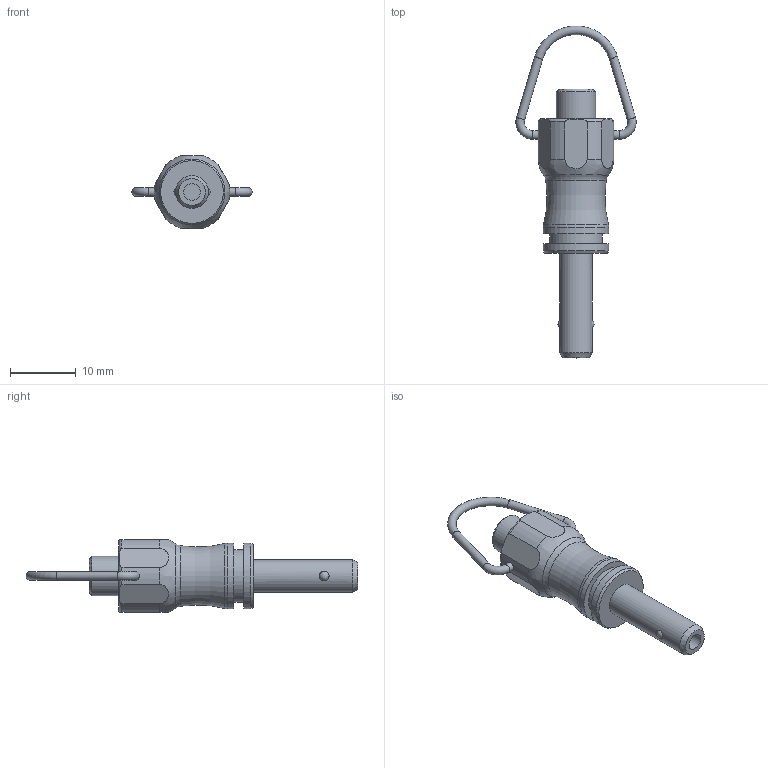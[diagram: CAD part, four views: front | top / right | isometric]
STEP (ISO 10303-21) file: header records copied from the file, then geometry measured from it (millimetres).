
FILE_DESCRIPTION( ( 'STEP AP214' ), '1' );
FILE_NAME( 'K0790.1012050100.stp', '2020-12-04T12:16:37', ( '' ), ( '' ), ' ', 'PARTsolutions', ' ' );
FILE_SCHEMA( ( 'AUTOMOTIVE_DESIGN { 1 0 10303 214 1 1 1 1 }' ) );
Length unit declared in the file: millimetre
Products named in the file (1): _K0790.1012050100
Bounding box: 18.3 x 50.5 x 11 mm (x, y, z)
Surface area: 2016.3 mm2 (no closed solid volume)
Topology: 0 solids, 1 shells, 53 faces, 126 edges, 82 vertices
Faces by surface type: cylinder 22, plane 16, torus 7, cone 5, sphere 2, bspline 1
Full cylindrical faces by diameter (mm): 1.3 x4, 1.5 x2, 1.96 x1, 2.48 x2, 2.5 x1, 5 x1, 6 x2, 8 x1, 10 x2
Entity records: 2321 total; most frequent: CARTESIAN_POINT 838, DIRECTION 210, ORIENTED_EDGE 168, AXIS2_PLACEMENT_3D 99, EDGE_LOOP 98, EDGE_CURVE 84, FACE_OUTER_BOUND 77, VERTEX_POINT 75
